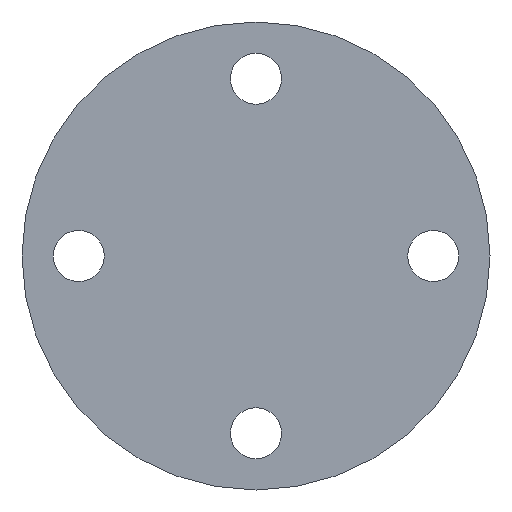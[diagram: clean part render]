
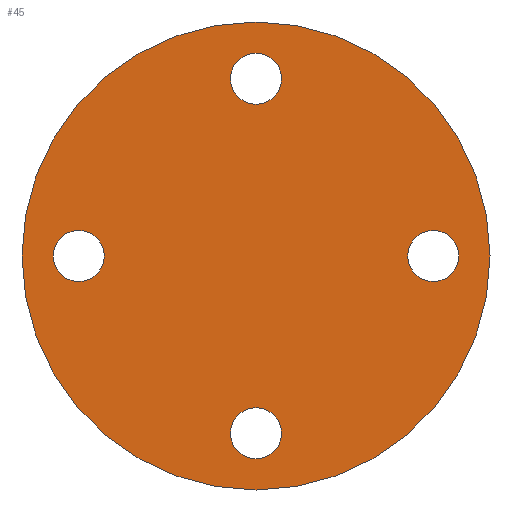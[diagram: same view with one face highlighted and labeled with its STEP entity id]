
A CAD part, front view. The second image highlights one B-rep face of the part: STEP entity #45.
In plain terms, the highlighted planar face has unit normal (0, -1, 0).
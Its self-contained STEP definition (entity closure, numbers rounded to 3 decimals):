
#1 = FACE_BOUND ( 'NONE', #60, .T. ) ;
#2 = CARTESIAN_POINT ( 'NONE',  ( 0., 0., -62.5 ) ) ;
#6 = DIRECTION ( 'NONE',  ( 0., 1., 0. ) ) ;
#7 = VERTEX_POINT ( 'NONE', #297 ) ;
#11 = AXIS2_PLACEMENT_3D ( 'NONE', #171, #398, #464 ) ;
#20 = CIRCLE ( 'NONE', #11, 9. ) ;
#24 = DIRECTION ( 'NONE',  ( 0., 0., 1. ) ) ;
#37 = CARTESIAN_POINT ( 'NONE',  ( 0., 0., 0. ) ) ;
#45 = ADVANCED_FACE ( 'NONE', ( #324, #1, #144, #405, #259 ), #106, .F. ) ;
#46 = ORIENTED_EDGE ( 'NONE', *, *, #417, .T. ) ;
#60 = EDGE_LOOP ( 'NONE', ( #288, #469 ) ) ;
#64 = CARTESIAN_POINT ( 'NONE',  ( 0., 0., 0. ) ) ;
#66 = CARTESIAN_POINT ( 'NONE',  ( 0., 0., 71.5 ) ) ;
#69 = AXIS2_PLACEMENT_3D ( 'NONE', #37, #222, #256 ) ;
#71 = CIRCLE ( 'NONE', #224, 9. ) ;
#73 = DIRECTION ( 'NONE',  ( 0., 1., 0. ) ) ;
#87 = AXIS2_PLACEMENT_3D ( 'NONE', #179, #6, #296 ) ;
#92 = CARTESIAN_POINT ( 'NONE',  ( 0., 0., 0. ) ) ;
#98 = CARTESIAN_POINT ( 'NONE',  ( -71.5, 0., 0. ) ) ;
#102 = CARTESIAN_POINT ( 'NONE',  ( 0., 0., -71.5 ) ) ;
#104 = AXIS2_PLACEMENT_3D ( 'NONE', #92, #130, #24 ) ;
#106 = PLANE ( 'NONE',  #69 ) ;
#112 = EDGE_CURVE ( 'NONE', #355, #433, #202, .T. ) ;
#116 = VERTEX_POINT ( 'NONE', #381 ) ;
#119 = EDGE_LOOP ( 'NONE', ( #424, #317 ) ) ;
#125 = CARTESIAN_POINT ( 'NONE',  ( -62.5, 0., 0. ) ) ;
#130 = DIRECTION ( 'NONE',  ( 0., 1., 0. ) ) ;
#132 = DIRECTION ( 'NONE',  ( 0., 1., 0. ) ) ;
#135 = DIRECTION ( 'NONE',  ( 0., 1., 0. ) ) ;
#140 = DIRECTION ( 'NONE',  ( -1., 0., 0. ) ) ;
#142 = AXIS2_PLACEMENT_3D ( 'NONE', #64, #132, #208 ) ;
#144 = FACE_BOUND ( 'NONE', #148, .T. ) ;
#145 = EDGE_CURVE ( 'NONE', #331, #149, #384, .T. ) ;
#148 = EDGE_LOOP ( 'NONE', ( #172, #390 ) ) ;
#149 = VERTEX_POINT ( 'NONE', #376 ) ;
#171 = CARTESIAN_POINT ( 'NONE',  ( 0., 0., 62.5 ) ) ;
#172 = ORIENTED_EDGE ( 'NONE', *, *, #415, .T. ) ;
#177 = DIRECTION ( 'NONE',  ( 0., 0., 1. ) ) ;
#179 = CARTESIAN_POINT ( 'NONE',  ( 0., 0., 62.5 ) ) ;
#183 = AXIS2_PLACEMENT_3D ( 'NONE', #437, #287, #220 ) ;
#190 = CIRCLE ( 'NONE', #373, 9. ) ;
#202 = CIRCLE ( 'NONE', #104, 82.5 ) ;
#208 = DIRECTION ( 'NONE',  ( 0., 0., 1. ) ) ;
#213 = EDGE_LOOP ( 'NONE', ( #382, #339 ) ) ;
#218 = DIRECTION ( 'NONE',  ( 0., 1., 0. ) ) ;
#220 = DIRECTION ( 'NONE',  ( -1., 0., 0. ) ) ;
#222 = DIRECTION ( 'NONE',  ( 0., 1., 0. ) ) ;
#224 = AXIS2_PLACEMENT_3D ( 'NONE', #470, #73, #140 ) ;
#231 = CIRCLE ( 'NONE', #395, 9. ) ;
#232 = EDGE_CURVE ( 'NONE', #149, #331, #231, .T. ) ;
#234 = EDGE_CURVE ( 'NONE', #265, #7, #190, .T. ) ;
#249 = CARTESIAN_POINT ( 'NONE',  ( 71.5, 0., 0. ) ) ;
#250 = EDGE_LOOP ( 'NONE', ( #46, #460 ) ) ;
#252 = CARTESIAN_POINT ( 'NONE',  ( 53.5, 0., 0. ) ) ;
#253 = AXIS2_PLACEMENT_3D ( 'NONE', #125, #416, #455 ) ;
#256 = DIRECTION ( 'NONE',  ( 0., 0., 1. ) ) ;
#259 = FACE_OUTER_BOUND ( 'NONE', #213, .T. ) ;
#261 = EDGE_CURVE ( 'NONE', #433, #355, #291, .T. ) ;
#265 = VERTEX_POINT ( 'NONE', #102 ) ;
#281 = DIRECTION ( 'NONE',  ( 0., 0., 1. ) ) ;
#287 = DIRECTION ( 'NONE',  ( 0., 1., 0. ) ) ;
#288 = ORIENTED_EDGE ( 'NONE', *, *, #453, .T. ) ;
#291 = CIRCLE ( 'NONE', #142, 82.5 ) ;
#296 = DIRECTION ( 'NONE',  ( 0., 0., -1. ) ) ;
#297 = CARTESIAN_POINT ( 'NONE',  ( 0., 0., -53.5 ) ) ;
#299 = EDGE_CURVE ( 'NONE', #319, #367, #332, .T. ) ;
#309 = CIRCLE ( 'NONE', #87, 9. ) ;
#317 = ORIENTED_EDGE ( 'NONE', *, *, #145, .T. ) ;
#318 = DIRECTION ( 'NONE',  ( 1., 0., 0. ) ) ;
#319 = VERTEX_POINT ( 'NONE', #249 ) ;
#324 = FACE_BOUND ( 'NONE', #119, .T. ) ;
#325 = CARTESIAN_POINT ( 'NONE',  ( 0., 0., 82.5 ) ) ;
#331 = VERTEX_POINT ( 'NONE', #98 ) ;
#332 = CIRCLE ( 'NONE', #183, 9. ) ;
#339 = ORIENTED_EDGE ( 'NONE', *, *, #261, .F. ) ;
#351 = DIRECTION ( 'NONE',  ( 0., 1., 0. ) ) ;
#355 = VERTEX_POINT ( 'NONE', #391 ) ;
#363 = EDGE_CURVE ( 'NONE', #371, #116, #20, .T. ) ;
#367 = VERTEX_POINT ( 'NONE', #252 ) ;
#371 = VERTEX_POINT ( 'NONE', #66 ) ;
#373 = AXIS2_PLACEMENT_3D ( 'NONE', #385, #135, #281 ) ;
#376 = CARTESIAN_POINT ( 'NONE',  ( -53.5, 0., 0. ) ) ;
#381 = CARTESIAN_POINT ( 'NONE',  ( 0., 0., 53.5 ) ) ;
#382 = ORIENTED_EDGE ( 'NONE', *, *, #112, .F. ) ;
#384 = CIRCLE ( 'NONE', #253, 9. ) ;
#385 = CARTESIAN_POINT ( 'NONE',  ( 0., 0., -62.5 ) ) ;
#389 = CARTESIAN_POINT ( 'NONE',  ( -62.5, 0., 0. ) ) ;
#390 = ORIENTED_EDGE ( 'NONE', *, *, #299, .T. ) ;
#391 = CARTESIAN_POINT ( 'NONE',  ( 0., 0., -82.5 ) ) ;
#395 = AXIS2_PLACEMENT_3D ( 'NONE', #389, #351, #318 ) ;
#396 = CIRCLE ( 'NONE', #458, 9. ) ;
#398 = DIRECTION ( 'NONE',  ( 0., 1., 0. ) ) ;
#405 = FACE_BOUND ( 'NONE', #250, .T. ) ;
#415 = EDGE_CURVE ( 'NONE', #367, #319, #71, .T. ) ;
#416 = DIRECTION ( 'NONE',  ( 0., 1., 0. ) ) ;
#417 = EDGE_CURVE ( 'NONE', #7, #265, #396, .T. ) ;
#424 = ORIENTED_EDGE ( 'NONE', *, *, #232, .T. ) ;
#433 = VERTEX_POINT ( 'NONE', #325 ) ;
#437 = CARTESIAN_POINT ( 'NONE',  ( 62.5, 0., 0. ) ) ;
#453 = EDGE_CURVE ( 'NONE', #116, #371, #309, .T. ) ;
#455 = DIRECTION ( 'NONE',  ( 1., 0., 0. ) ) ;
#458 = AXIS2_PLACEMENT_3D ( 'NONE', #2, #218, #177 ) ;
#460 = ORIENTED_EDGE ( 'NONE', *, *, #234, .T. ) ;
#464 = DIRECTION ( 'NONE',  ( 0., 0., -1. ) ) ;
#469 = ORIENTED_EDGE ( 'NONE', *, *, #363, .T. ) ;
#470 = CARTESIAN_POINT ( 'NONE',  ( 62.5, 0., 0. ) ) ;
